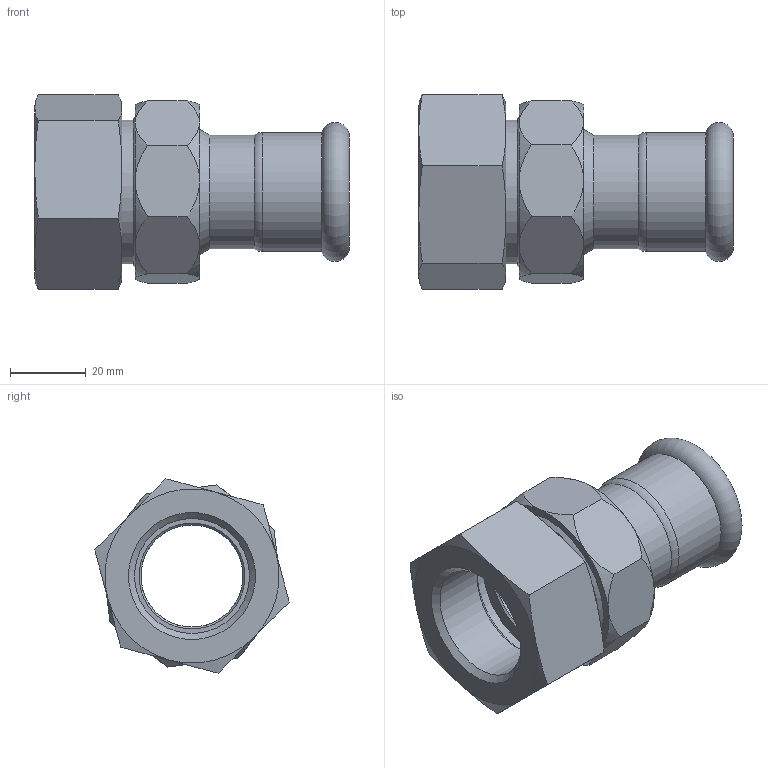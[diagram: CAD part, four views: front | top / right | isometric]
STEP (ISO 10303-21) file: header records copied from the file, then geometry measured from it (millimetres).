
FILE_DESCRIPTION(/* description */ ('BOCCHETTONE SEDE PIANA FILETTATO FEMMINA 1"X28 INOX'),/* implementation_level */ '2;1');
FILE_NAME(/* name */ '184028003I_Inoxpres.stp',/* time_stamp */ '2022-10-11T14:17:58+02:00',/* author */ ('Vault'),/* organization */ ('Raccorderie metalliche s.p.a.'),/* preprocessor_version */ 'ST-DEVELOPER v18.1',/* originating_system */ 'Autodesk Inventor 2020',/* authorisation */ 'Raccorderie metalliche s.p.a.');
FILE_SCHEMA (('AUTOMOTIVE_DESIGN { 1 0 10303 214 3 1 1 }'));
Length unit declared in the file: millimetre
Products named in the file (1): 184028003I_Inoxpres
Bounding box: 83 x 51.31 x 51.31 mm (x, y, z)
Volume: 53385.3 mm3; surface area: 24163.3 mm2
Topology: 1 solids, 2 shells, 100 faces, 250 edges, 163 vertices
Faces by surface type: cone 42, plane 27, cylinder 24, torus 7
Full cylindrical faces by diameter (mm): 27 x3, 28.4 x1, 28.8 x2, 30 x1, 30.291 x1, 31.4 x1, 34.8 x1, 35 x1, 35.6 x1, 38 x1, 38.6 x1, 39 x1, 39.1 x1
Entity records: 3039 total; most frequent: CARTESIAN_POINT 626, DIRECTION 538, ORIENTED_EDGE 500, EDGE_CURVE 250, AXIS2_PLACEMENT_3D 243, VERTEX_POINT 163, CIRCLE 142, EDGE_LOOP 113
